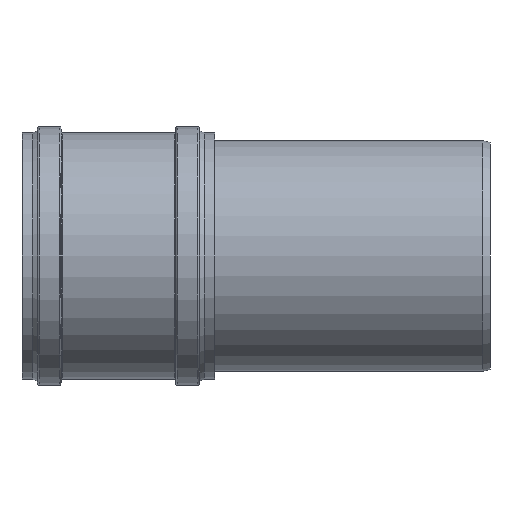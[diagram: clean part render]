
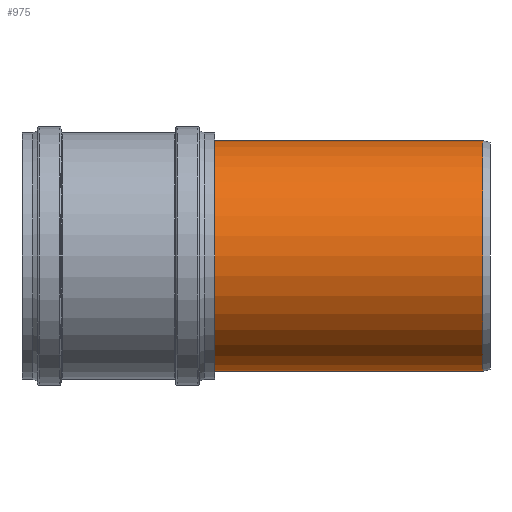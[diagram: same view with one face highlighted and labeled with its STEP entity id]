
A CAD part, left-side view. The second image highlights one B-rep face of the part: STEP entity #975.
In plain terms, the highlighted cylindrical face has radius 315 mm (diameter 630 mm), a full revolution.
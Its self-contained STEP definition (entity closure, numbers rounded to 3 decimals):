
#39=CYLINDRICAL_SURFACE('',#1062,315.);
#54=LINE('',#1667,#84);
#84=VECTOR('',#1263,315.);
#137=FACE_OUTER_BOUND('',#198,.T.);
#198=EDGE_LOOP('',(#657,#658,#659,#660));
#263=CIRCLE('',#1060,315.);
#265=CIRCLE('',#1063,315.);
#391=VERTEX_POINT('',#1659);
#393=VERTEX_POINT('',#1665);
#495=EDGE_CURVE('',#391,#391,#263,.T.);
#498=EDGE_CURVE('',#393,#393,#265,.T.);
#499=EDGE_CURVE('',#393,#391,#54,.T.);
#657=ORIENTED_EDGE('',*,*,#498,.F.);
#658=ORIENTED_EDGE('',*,*,#499,.T.);
#659=ORIENTED_EDGE('',*,*,#495,.T.);
#660=ORIENTED_EDGE('',*,*,#499,.F.);
#975=ADVANCED_FACE('',(#137),#39,.T.);
#1060=AXIS2_PLACEMENT_3D('',#1660,#1254,#1255);
#1062=AXIS2_PLACEMENT_3D('',#1664,#1259,#1260);
#1063=AXIS2_PLACEMENT_3D('',#1666,#1261,#1262);
#1254=DIRECTION('center_axis',(0.,1.,0.));
#1255=DIRECTION('ref_axis',(1.,0.,0.));
#1259=DIRECTION('center_axis',(0.,1.,0.));
#1260=DIRECTION('ref_axis',(-1.,0.,0.));
#1261=DIRECTION('center_axis',(0.,1.,0.));
#1262=DIRECTION('ref_axis',(1.,0.,0.));
#1263=DIRECTION('',(0.,-1.,0.));
#1659=CARTESIAN_POINT('',(315.,-509.499,0.));
#1660=CARTESIAN_POINT('Origin',(0.,-509.499,0.));
#1664=CARTESIAN_POINT('Origin',(0.,-29.499,0.));
#1665=CARTESIAN_POINT('',(315.,450.501,0.));
#1666=CARTESIAN_POINT('Origin',(0.,450.501,0.));
#1667=CARTESIAN_POINT('',(315.,-29.499,0.));
